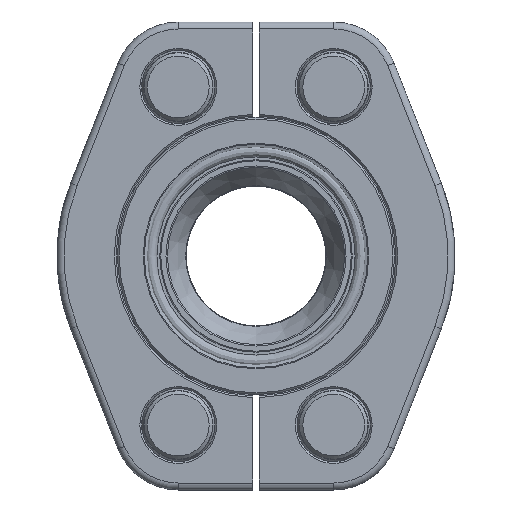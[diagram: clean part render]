
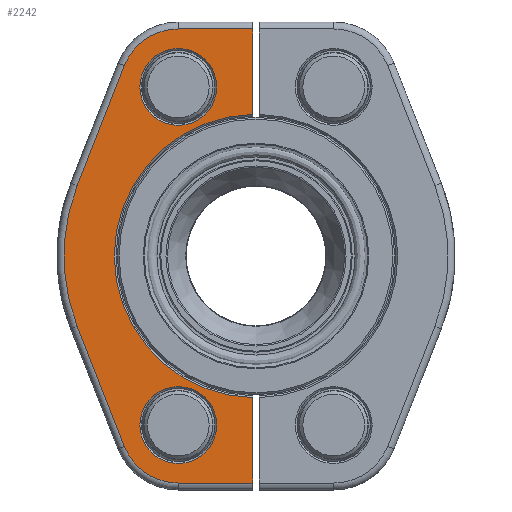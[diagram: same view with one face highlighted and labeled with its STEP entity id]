
A CAD part, left-side view. The second image highlights one B-rep face of the part: STEP entity #2242.
In plain terms, the highlighted face is planar.
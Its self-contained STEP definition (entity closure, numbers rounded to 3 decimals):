
#914=LINE('',#3783,#974);
#915=LINE('',#3786,#975);
#916=LINE('',#3790,#976);
#917=LINE('',#3792,#977);
#918=LINE('',#3796,#978);
#919=LINE('',#3800,#979);
#974=VECTOR('',#3204,1.);
#975=VECTOR('',#3205,1.);
#976=VECTOR('',#3208,1.);
#977=VECTOR('',#3209,1.);
#978=VECTOR('',#3212,1.);
#979=VECTOR('',#3215,1.);
#1130=PLANE('',#2746);
#1335=EDGE_LOOP('',(#1611));
#1336=EDGE_LOOP('',(#1612));
#1337=EDGE_LOOP('',(#1613,#1614,#1615,#1616,#1617,#1618,#1619,#1620,#1621,
#1622));
#1611=ORIENTED_EDGE('',*,*,#1936,.T.);
#1612=ORIENTED_EDGE('',*,*,#1937,.T.);
#1613=ORIENTED_EDGE('',*,*,#1938,.T.);
#1614=ORIENTED_EDGE('',*,*,#1939,.T.);
#1615=ORIENTED_EDGE('',*,*,#1940,.T.);
#1616=ORIENTED_EDGE('',*,*,#1941,.T.);
#1617=ORIENTED_EDGE('',*,*,#1942,.T.);
#1618=ORIENTED_EDGE('',*,*,#1943,.T.);
#1619=ORIENTED_EDGE('',*,*,#1944,.T.);
#1620=ORIENTED_EDGE('',*,*,#1945,.T.);
#1621=ORIENTED_EDGE('',*,*,#1946,.T.);
#1622=ORIENTED_EDGE('',*,*,#1947,.T.);
#1936=EDGE_CURVE('',#2537,#2537,#2097,.T.);
#1937=EDGE_CURVE('',#2538,#2538,#2098,.T.);
#1938=EDGE_CURVE('',#2539,#2540,#914,.T.);
#1939=EDGE_CURVE('',#2540,#2541,#915,.T.);
#1940=EDGE_CURVE('',#2541,#2542,#2099,.T.);
#1941=EDGE_CURVE('',#2542,#2543,#916,.T.);
#1942=EDGE_CURVE('',#2543,#2544,#917,.T.);
#1943=EDGE_CURVE('',#2544,#2545,#2100,.T.);
#1944=EDGE_CURVE('',#2545,#2546,#918,.T.);
#1945=EDGE_CURVE('',#2546,#2547,#2101,.T.);
#1946=EDGE_CURVE('',#2547,#2548,#919,.T.);
#1947=EDGE_CURVE('',#2548,#2539,#2102,.T.);
#2097=CIRCLE('',#2740,11.);
#2098=CIRCLE('',#2741,11.);
#2099=CIRCLE('',#2742,40.575);
#2100=CIRCLE('',#2743,16.6);
#2101=CIRCLE('',#2744,55.);
#2102=CIRCLE('',#2745,16.6);
#2242=ADVANCED_FACE('',(#2409,#2410,#2411),#1130,.T.);
#2409=FACE_BOUND('',#1335,.T.);
#2410=FACE_BOUND('',#1336,.T.);
#2411=FACE_BOUND('',#1337,.T.);
#2537=VERTEX_POINT('',#3780);
#2538=VERTEX_POINT('',#3782);
#2539=VERTEX_POINT('',#3784);
#2540=VERTEX_POINT('',#3785);
#2541=VERTEX_POINT('',#3787);
#2542=VERTEX_POINT('',#3789);
#2543=VERTEX_POINT('',#3791);
#2544=VERTEX_POINT('',#3793);
#2545=VERTEX_POINT('',#3795);
#2546=VERTEX_POINT('',#3797);
#2547=VERTEX_POINT('',#3799);
#2548=VERTEX_POINT('',#3801);
#2740=AXIS2_PLACEMENT_3D('',#3779,#3200,#3201);
#2741=AXIS2_PLACEMENT_3D('',#3781,#3202,#3203);
#2742=AXIS2_PLACEMENT_3D('',#3788,#3206,#3207);
#2743=AXIS2_PLACEMENT_3D('',#3794,#3210,#3211);
#2744=AXIS2_PLACEMENT_3D('',#3798,#3213,#3214);
#2745=AXIS2_PLACEMENT_3D('',#3802,#3216,#3217);
#2746=AXIS2_PLACEMENT_3D('',#3803,#3218,#3219);
#3200=DIRECTION('',(0.,0.,1.));
#3201=DIRECTION('',(-1.,0.,0.));
#3202=DIRECTION('',(0.,0.,1.));
#3203=DIRECTION('',(-1.,0.,0.));
#3204=DIRECTION('',(0.,-1.,0.));
#3205=DIRECTION('',(-1.,0.,0.));
#3206=DIRECTION('',(0.,0.,1.));
#3207=DIRECTION('',(-1.,0.,0.));
#3208=DIRECTION('',(-1.,0.,0.));
#3209=DIRECTION('',(0.,1.,0.));
#3210=DIRECTION('',(0.,0.,-1.));
#3211=DIRECTION('',(-1.,0.,0.));
#3212=DIRECTION('',(0.931,0.365,0.));
#3213=DIRECTION('',(0.,0.,-1.));
#3214=DIRECTION('',(-1.,0.,0.));
#3215=DIRECTION('',(0.931,-0.365,0.));
#3216=DIRECTION('',(0.,0.,-1.));
#3217=DIRECTION('',(-1.,0.,0.));
#3218=DIRECTION('',(0.,0.,-1.));
#3219=DIRECTION('',(-1.,0.,0.));
#3779=CARTESIAN_POINT('',(-48.4,22.25,0.));
#3780=CARTESIAN_POINT('',(-59.4,22.25,0.));
#3781=CARTESIAN_POINT('',(48.4,22.25,0.));
#3782=CARTESIAN_POINT('',(37.4,22.25,0.));
#3783=CARTESIAN_POINT('',(65.,-22.25,0.));
#3784=CARTESIAN_POINT('',(65.,22.25,0.));
#3785=CARTESIAN_POINT('',(65.,1.,0.));
#3786=CARTESIAN_POINT('',(76.,1.,0.));
#3787=CARTESIAN_POINT('',(40.563,1.,0.));
#3788=CARTESIAN_POINT('',(0.,0.,0.));
#3789=CARTESIAN_POINT('',(-40.563,1.,0.));
#3790=CARTESIAN_POINT('',(76.,1.,0.));
#3791=CARTESIAN_POINT('',(-65.,1.,0.));
#3792=CARTESIAN_POINT('',(-65.,-22.25,0.));
#3793=CARTESIAN_POINT('',(-65.,22.25,0.));
#3794=CARTESIAN_POINT('',(-48.4,22.25,0.));
#3795=CARTESIAN_POINT('',(-54.467,37.702,0.));
#3796=CARTESIAN_POINT('',(14.264,64.688,0.));
#3797=CARTESIAN_POINT('',(-20.101,51.195,0.));
#3798=CARTESIAN_POINT('',(0.,0.,0.));
#3799=CARTESIAN_POINT('',(20.101,51.195,0.));
#3800=CARTESIAN_POINT('',(69.606,31.757,0.));
#3801=CARTESIAN_POINT('',(54.467,37.702,0.));
#3802=CARTESIAN_POINT('',(48.4,22.25,0.));
#3803=CARTESIAN_POINT('',(48.4,-22.25,0.));
